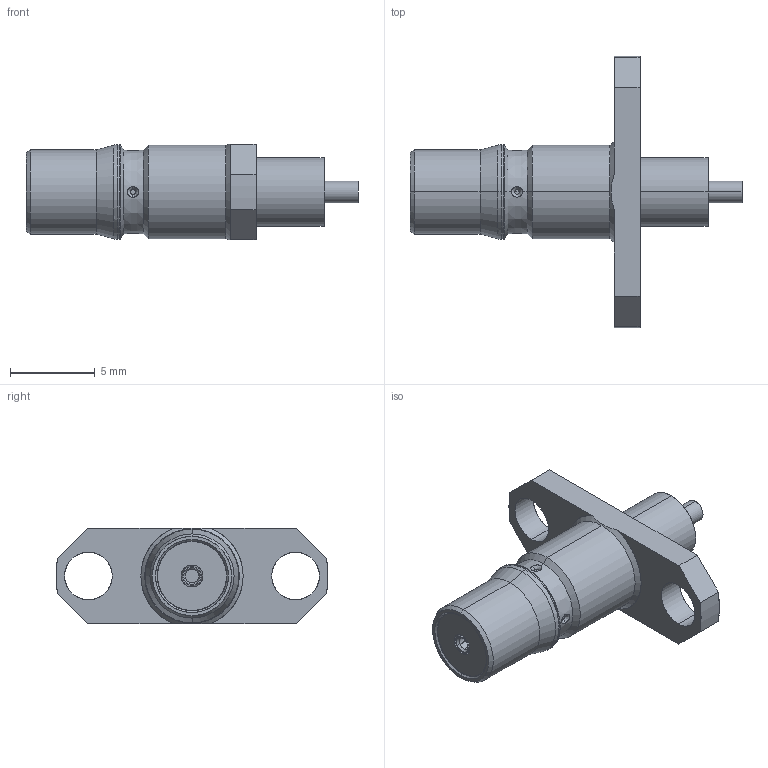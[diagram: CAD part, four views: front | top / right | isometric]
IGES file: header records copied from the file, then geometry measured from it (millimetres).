
Start section: SolidWorks IGES file using analytic representation for surfaces
Global section: file name: R123.464.130A.IGS; native system: SolidWorks 2008; preprocessor: SolidWorks 2008; author: li_a; date: 090107.102924; units: millimetre
Bounding box: 19.55 x 16 x 5.65 mm (x, y, z)
Surface area: 621.5 mm2 (no closed solid volume)
Topology: 0 solids, 0 shells, 100 faces, 1208 edges, 1208 vertices
Faces by surface type: revolution 61, bspline 39
